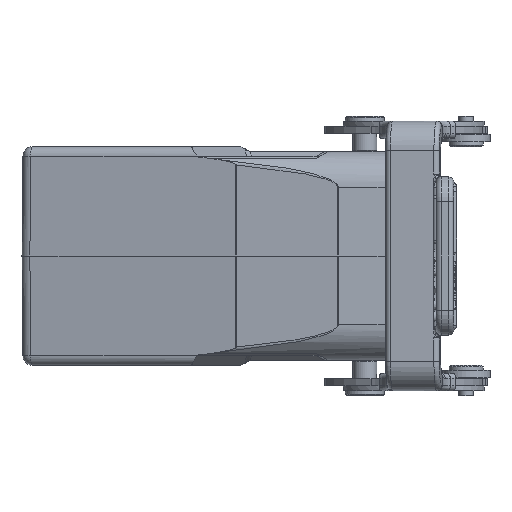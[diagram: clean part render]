
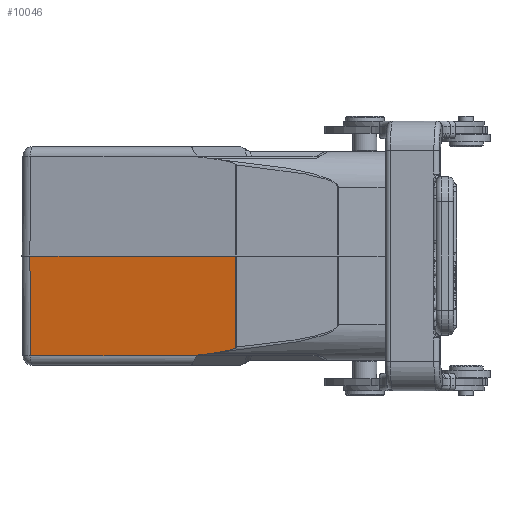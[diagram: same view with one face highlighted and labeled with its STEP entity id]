
A CAD part, left-side view. The second image highlights one B-rep face of the part: STEP entity #10046.
In plain terms, the highlighted planar face has unit normal (-0.982, 0.191, -0.009).
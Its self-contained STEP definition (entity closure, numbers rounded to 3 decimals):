
#7489=B_SPLINE_CURVE_WITH_KNOTS('',3,(#44910,#44911,#44912,#44913,#44914,
#44915,#44916,#44917,#44918,#44919,#44920,#44921,#44922,#44923,#44924,#44925),
 .UNSPECIFIED.,.F.,.F.,(4,3,3,3,3,4),(0.,0.437,0.715,
0.893,0.979,1.),.UNSPECIFIED.);
#8631=FACE_OUTER_BOUND('',#13025,.T.);
#10046=ADVANCED_FACE('',(#8631),#11577,.T.);
#11577=PLANE('',#34363);
#12314=ELLIPSE('',#34360,10.482,2.);
#12315=ELLIPSE('',#34362,39.308,7.5);
#13025=EDGE_LOOP('',(#16438,#16439,#16440,#16441,#16442,#16443,#16444,#16445));
#16438=ORIENTED_EDGE('',*,*,#26108,.T.);
#16439=ORIENTED_EDGE('',*,*,#26110,.T.);
#16440=ORIENTED_EDGE('',*,*,#26162,.F.);
#16441=ORIENTED_EDGE('',*,*,#26163,.F.);
#16442=ORIENTED_EDGE('',*,*,#26114,.T.);
#16443=ORIENTED_EDGE('',*,*,#26159,.T.);
#16444=ORIENTED_EDGE('',*,*,#26161,.T.);
#16445=ORIENTED_EDGE('',*,*,#26164,.T.);
#23486=VERTEX_POINT('',#44890);
#23488=VERTEX_POINT('',#44909);
#23489=VERTEX_POINT('',#44979);
#23492=VERTEX_POINT('',#44986);
#23493=VERTEX_POINT('',#44988);
#23524=VERTEX_POINT('',#45076);
#23525=VERTEX_POINT('',#45080);
#23526=VERTEX_POINT('',#45084);
#26108=EDGE_CURVE('',#23486,#23488,#7489,.T.);
#26110=EDGE_CURVE('',#23488,#23489,#29844,.T.);
#26114=EDGE_CURVE('',#23493,#23492,#29846,.T.);
#26159=EDGE_CURVE('',#23492,#23524,#29873,.T.);
#26161=EDGE_CURVE('',#23524,#23525,#12314,.T.);
#26162=EDGE_CURVE('',#23526,#23489,#29875,.T.);
#26163=EDGE_CURVE('',#23493,#23526,#29876,.T.);
#26164=EDGE_CURVE('',#23525,#23486,#12315,.T.);
#29844=LINE('',#44978,#32114);
#29846=LINE('',#44987,#32116);
#29873=LINE('',#45077,#32143);
#29875=LINE('',#45083,#32145);
#29876=LINE('',#45085,#32146);
#32114=VECTOR('',#37357,1.);
#32116=VECTOR('',#37365,1.);
#32143=VECTOR('',#37454,1.);
#32145=VECTOR('',#37462,1.);
#32146=VECTOR('',#37463,1.);
#34360=AXIS2_PLACEMENT_3D('',#45081,#37458,#37459);
#34362=AXIS2_PLACEMENT_3D('',#45086,#37464,#37465);
#34363=AXIS2_PLACEMENT_3D('',#45087,#37466,#37467);
#37357=DIRECTION('',(-0.009,0.001,1.));
#37365=DIRECTION('',(-0.191,-0.982,0.));
#37454=DIRECTION('',(-0.13,-0.634,0.763));
#37458=DIRECTION('',(-0.982,0.191,-0.009));
#37459=DIRECTION('',(0.191,0.982,0.002));
#37462=DIRECTION('',(-0.191,-0.982,0.));
#37463=DIRECTION('',(-0.007,0.009,1.));
#37464=DIRECTION('',(-0.982,0.191,-0.009));
#37465=DIRECTION('',(0.191,0.982,0.002));
#37466=DIRECTION('',(-0.982,0.191,-0.009));
#37467=DIRECTION('',(-0.191,-0.982,0.));
#44890=CARTESIAN_POINT('',(-43.861,3.676,-19.818));
#44909=CARTESIAN_POINT('',(-44.58,0.024,-18.83));
#44910=CARTESIAN_POINT('',(-43.861,3.676,-19.818));
#44911=CARTESIAN_POINT('',(-43.968,3.128,-19.73));
#44912=CARTESIAN_POINT('',(-44.076,2.582,-19.633));
#44913=CARTESIAN_POINT('',(-44.182,2.039,-19.517));
#44914=CARTESIAN_POINT('',(-44.25,1.695,-19.443));
#44915=CARTESIAN_POINT('',(-44.317,1.351,-19.362));
#44916=CARTESIAN_POINT('',(-44.384,1.012,-19.265));
#44917=CARTESIAN_POINT('',(-44.427,0.796,-19.202));
#44918=CARTESIAN_POINT('',(-44.469,0.579,-19.134));
#44919=CARTESIAN_POINT('',(-44.51,0.372,-19.043));
#44920=CARTESIAN_POINT('',(-44.53,0.272,-19.));
#44921=CARTESIAN_POINT('',(-44.55,0.172,-18.952));
#44922=CARTESIAN_POINT('',(-44.567,0.085,-18.885));
#44923=CARTESIAN_POINT('',(-44.572,0.063,-18.869));
#44924=CARTESIAN_POINT('',(-44.576,0.042,-18.851));
#44925=CARTESIAN_POINT('',(-44.58,0.024,-18.83));
#44978=CARTESIAN_POINT('',(-44.743,0.048,0.003));
#44979=CARTESIAN_POINT('',(-44.743,0.048,0.));
#44986=CARTESIAN_POINT('',(-43.023,7.954,-20.517));
#44987=CARTESIAN_POINT('',(-45.944,-7.069,-20.517));
#44988=CARTESIAN_POINT('',(-36.366,42.203,-20.517));
#45076=CARTESIAN_POINT('',(-43.052,7.814,-20.349));
#45077=CARTESIAN_POINT('',(-43.023,7.954,-20.517));
#45080=CARTESIAN_POINT('',(-43.44,5.83,-20.136));
#45081=CARTESIAN_POINT('',(-42.29,11.82,-18.5));
#45083=CARTESIAN_POINT('',(-36.514,42.382,0.));
#45084=CARTESIAN_POINT('',(-36.514,42.382,0.));
#45085=CARTESIAN_POINT('',(-36.511,42.379,-0.362));
#45086=CARTESIAN_POINT('',(-39.128,28.295,-14.));
#45087=CARTESIAN_POINT('',(-46.119,-7.035,0.));
